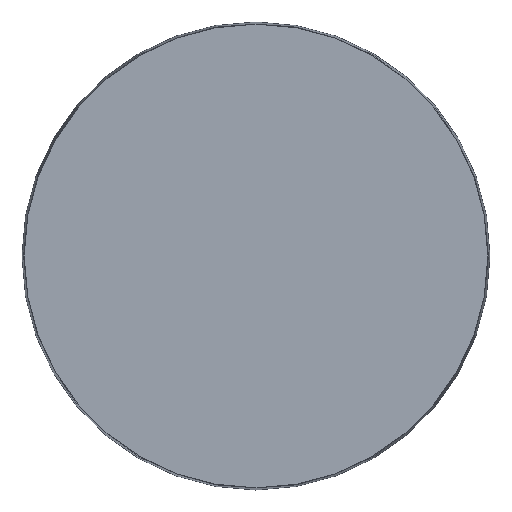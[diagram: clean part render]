
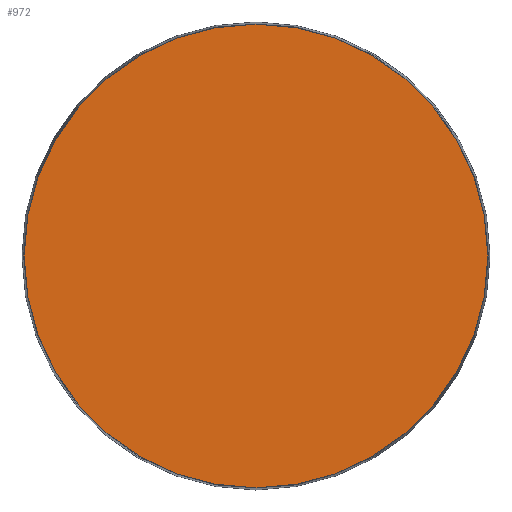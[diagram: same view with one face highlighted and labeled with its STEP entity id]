
A CAD part, front view. The second image highlights one B-rep face of the part: STEP entity #972.
In plain terms, the highlighted planar face has unit normal (0, -1, 0).
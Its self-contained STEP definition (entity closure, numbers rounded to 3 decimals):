
#63=PLANE('',#1108);
#123=FACE_OUTER_BOUND('',#198,.T.);
#198=EDGE_LOOP('',(#765));
#364=CIRCLE('',#1109,31.6);
#448=VERTEX_POINT('',#1781);
#559=EDGE_CURVE('',#448,#448,#364,.T.);
#765=ORIENTED_EDGE('',*,*,#559,.T.);
#972=ADVANCED_FACE('',(#123),#63,.T.);
#1108=AXIS2_PLACEMENT_3D('',#1780,#1377,#1378);
#1109=AXIS2_PLACEMENT_3D('',#1782,#1379,#1380);
#1377=DIRECTION('center_axis',(0.,-1.,0.));
#1378=DIRECTION('ref_axis',(0.,0.,-1.));
#1379=DIRECTION('center_axis',(0.,-1.,0.));
#1380=DIRECTION('ref_axis',(1.,0.,0.));
#1780=CARTESIAN_POINT('Origin',(15.8,0.,0.));
#1781=CARTESIAN_POINT('',(-31.6,0.,0.));
#1782=CARTESIAN_POINT('Origin',(0.,0.,
0.));
